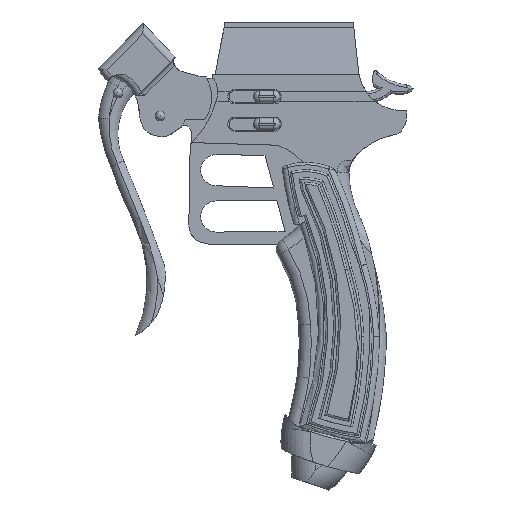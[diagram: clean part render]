
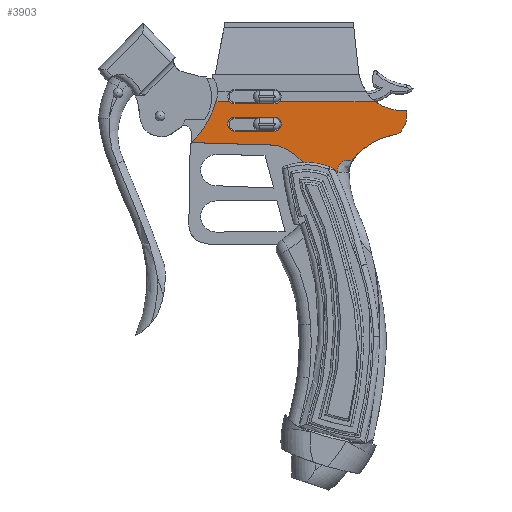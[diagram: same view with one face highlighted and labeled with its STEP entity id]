
A CAD part, top view. The second image highlights one B-rep face of the part: STEP entity #3903.
In plain terms, the highlighted planar face has unit normal (0, 0, 1).
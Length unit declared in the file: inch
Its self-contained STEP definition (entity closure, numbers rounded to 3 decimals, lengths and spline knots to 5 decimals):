
#84=FACE_BOUND('',#846,.T.);
#199=CIRCLE('',#4164,0.15);
#200=CIRCLE('',#4165,0.15);
#201=CIRCLE('',#4166,1.83395);
#202=CIRCLE('',#4167,1.37647);
#203=CIRCLE('',#4168,1.31095);
#204=CIRCLE('',#4169,12.074);
#205=CIRCLE('',#4170,2.38514);
#206=CIRCLE('',#4171,0.25);
#207=CIRCLE('',#4172,0.15);
#208=CIRCLE('',#4173,0.15);
#463=B_SPLINE_CURVE_WITH_KNOTS('',3,(#6001,#6002,#6003,#6004,#6005,#6006),
 .UNSPECIFIED.,.F.,.F.,(4,2,4),(0.,0.07355,0.13203),
 .UNSPECIFIED.);
#464=B_SPLINE_CURVE_WITH_KNOTS('',4,(#6014,#6015,#6016,#6017,#6018,#6019,
#6020,#6021,#6022,#6023,#6024,#6025,#6026),.UNSPECIFIED.,.F.,.F.,(5,1,1,
1,1,1,1,1,1,5),(0.16896,0.2152,0.30194,0.38667,
0.47194,0.56022,0.65059,0.73676,
0.81826,1.),.UNSPECIFIED.);
#465=B_SPLINE_CURVE_WITH_KNOTS('',4,(#6028,#6029,#6030,#6031,#6032),
 .UNSPECIFIED.,.F.,.F.,(5,5),(0.,1.),.UNSPECIFIED.);
#466=B_SPLINE_CURVE_WITH_KNOTS('',4,(#6033,#6034,#6035,#6036,#6037,#6038,
#6039),.UNSPECIFIED.,.F.,.F.,(5,1,1,5),(0.,0.35754,0.54178,
0.73545),.UNSPECIFIED.);
#611=FACE_OUTER_BOUND('',#845,.T.);
#845=EDGE_LOOP('',(#2624,#2625,#2626,#2627,#2628,#2629,#2630,#2631,#2632,
#2633,#2634,#2635,#2636,#2637,#2638,#2639));
#846=EDGE_LOOP('',(#2640,#2641,#2642,#2643));
#1096=LINE('',#5858,#1318);
#1102=LINE('',#5878,#1324);
#1112=LINE('',#5990,#1334);
#1113=LINE('',#5995,#1335);
#1114=LINE('',#6042,#1336);
#1115=LINE('',#6046,#1337);
#1318=VECTOR('',#4659,0.3937);
#1324=VECTOR('',#4673,0.3937);
#1334=VECTOR('',#4705,0.3937);
#1335=VECTOR('',#4710,0.3937);
#1336=VECTOR('',#4721,0.3937);
#1337=VECTOR('',#4724,0.3937);
#1536=VERTEX_POINT('',#5854);
#1538=VERTEX_POINT('',#5857);
#1542=VERTEX_POINT('',#5872);
#1544=VERTEX_POINT('',#5876);
#1561=VERTEX_POINT('',#5987);
#1562=VERTEX_POINT('',#5989);
#1563=VERTEX_POINT('',#5992);
#1564=VERTEX_POINT('',#5994);
#1565=VERTEX_POINT('',#5996);
#1566=VERTEX_POINT('',#5998);
#1567=VERTEX_POINT('',#6000);
#1568=VERTEX_POINT('',#6007);
#1569=VERTEX_POINT('',#6009);
#1570=VERTEX_POINT('',#6011);
#1571=VERTEX_POINT('',#6013);
#1572=VERTEX_POINT('',#6027);
#1573=VERTEX_POINT('',#6040);
#1574=VERTEX_POINT('',#6041);
#1575=VERTEX_POINT('',#6043);
#1576=VERTEX_POINT('',#6045);
#1945=EDGE_CURVE('',#1538,#1536,#1096,.T.);
#1954=EDGE_CURVE('',#1542,#1544,#1102,.T.);
#1976=EDGE_CURVE('',#1536,#1561,#199,.T.);
#1977=EDGE_CURVE('',#1561,#1562,#1112,.T.);
#1978=EDGE_CURVE('',#1562,#1542,#200,.T.);
#1979=EDGE_CURVE('',#1544,#1563,#201,.T.);
#1980=EDGE_CURVE('',#1563,#1564,#1113,.T.);
#1981=EDGE_CURVE('',#1564,#1565,#202,.T.);
#1982=EDGE_CURVE('',#1565,#1566,#203,.T.);
#1983=EDGE_CURVE('',#1567,#1566,#463,.F.);
#1984=EDGE_CURVE('',#1567,#1568,#204,.T.);
#1985=EDGE_CURVE('',#1569,#1568,#205,.T.);
#1986=EDGE_CURVE('',#1570,#1569,#206,.T.);
#1987=EDGE_CURVE('',#1570,#1571,#464,.T.);
#1988=EDGE_CURVE('',#1571,#1572,#465,.T.);
#1989=EDGE_CURVE('',#1572,#1538,#466,.T.);
#1990=EDGE_CURVE('',#1573,#1574,#1114,.T.);
#1991=EDGE_CURVE('',#1574,#1575,#207,.T.);
#1992=EDGE_CURVE('',#1575,#1576,#1115,.T.);
#1993=EDGE_CURVE('',#1576,#1573,#208,.T.);
#2624=ORIENTED_EDGE('',*,*,#1945,.T.);
#2625=ORIENTED_EDGE('',*,*,#1976,.T.);
#2626=ORIENTED_EDGE('',*,*,#1977,.T.);
#2627=ORIENTED_EDGE('',*,*,#1978,.T.);
#2628=ORIENTED_EDGE('',*,*,#1954,.T.);
#2629=ORIENTED_EDGE('',*,*,#1979,.T.);
#2630=ORIENTED_EDGE('',*,*,#1980,.T.);
#2631=ORIENTED_EDGE('',*,*,#1981,.T.);
#2632=ORIENTED_EDGE('',*,*,#1982,.T.);
#2633=ORIENTED_EDGE('',*,*,#1983,.F.);
#2634=ORIENTED_EDGE('',*,*,#1984,.T.);
#2635=ORIENTED_EDGE('',*,*,#1985,.F.);
#2636=ORIENTED_EDGE('',*,*,#1986,.F.);
#2637=ORIENTED_EDGE('',*,*,#1987,.T.);
#2638=ORIENTED_EDGE('',*,*,#1988,.T.);
#2639=ORIENTED_EDGE('',*,*,#1989,.T.);
#2640=ORIENTED_EDGE('',*,*,#1990,.T.);
#2641=ORIENTED_EDGE('',*,*,#1991,.T.);
#2642=ORIENTED_EDGE('',*,*,#1992,.T.);
#2643=ORIENTED_EDGE('',*,*,#1993,.T.);
#3828=PLANE('',#4163);
#3903=ADVANCED_FACE('',(#611,#84),#3828,.T.);
#4163=AXIS2_PLACEMENT_3D('',#5986,#4701,#4702);
#4164=AXIS2_PLACEMENT_3D('',#5988,#4703,#4704);
#4165=AXIS2_PLACEMENT_3D('',#5991,#4706,#4707);
#4166=AXIS2_PLACEMENT_3D('',#5993,#4708,#4709);
#4167=AXIS2_PLACEMENT_3D('',#5997,#4711,#4712);
#4168=AXIS2_PLACEMENT_3D('',#5999,#4713,#4714);
#4169=AXIS2_PLACEMENT_3D('',#6008,#4715,#4716);
#4170=AXIS2_PLACEMENT_3D('',#6010,#4717,#4718);
#4171=AXIS2_PLACEMENT_3D('',#6012,#4719,#4720);
#4172=AXIS2_PLACEMENT_3D('',#6044,#4722,#4723);
#4173=AXIS2_PLACEMENT_3D('',#6047,#4725,#4726);
#4659=DIRECTION('',(-1.,0.,0.));
#4673=DIRECTION('',(-1.,0.,0.));
#4701=DIRECTION('center_axis',(0.,0.,1.));
#4702=DIRECTION('ref_axis',(1.,0.,0.));
#4703=DIRECTION('center_axis',(0.,0.,-1.));
#4704=DIRECTION('ref_axis',(0.,-1.,0.));
#4705=DIRECTION('',(-1.,0.,0.));
#4706=DIRECTION('center_axis',(0.,0.,-1.));
#4707=DIRECTION('ref_axis',(0.,1.,0.));
#4708=DIRECTION('center_axis',(0.,0.,-1.));
#4709=DIRECTION('ref_axis',(0.684,-0.729,0.));
#4710=DIRECTION('',(1.,-0.03,0.));
#4711=DIRECTION('center_axis',(0.,0.,-1.));
#4712=DIRECTION('ref_axis',(0.738,0.674,0.));
#4713=DIRECTION('center_axis',(0.,0.,-1.));
#4714=DIRECTION('ref_axis',(0.454,0.891,0.));
#4715=DIRECTION('center_axis',(0.,0.,-1.));
#4716=DIRECTION('ref_axis',(0.972,0.235,0.));
#4717=DIRECTION('center_axis',(0.,0.,1.));
#4718=DIRECTION('ref_axis',(-0.97,-0.244,0.));
#4719=DIRECTION('center_axis',(0.,0.,1.));
#4720=DIRECTION('ref_axis',(1.,0.007,0.));
#4721=DIRECTION('',(-1.,0.,0.));
#4722=DIRECTION('center_axis',(0.,0.,-1.));
#4723=DIRECTION('ref_axis',(0.,1.,0.));
#4724=DIRECTION('',(1.,0.,0.));
#4725=DIRECTION('center_axis',(0.,0.,-1.));
#4726=DIRECTION('ref_axis',(0.,-1.,0.));
#5854=CARTESIAN_POINT('',(0.92221,-0.41799,0.635));
#5857=CARTESIAN_POINT('',(2.92283,-0.41799,0.635));
#5858=CARTESIAN_POINT('',(1.67529,-0.41799,0.635));
#5872=CARTESIAN_POINT('',(-0.11129,-0.41799,0.635));
#5876=CARTESIAN_POINT('',(-0.39846,-0.41799,0.635));
#5878=CARTESIAN_POINT('',(0.19486,-0.41799,0.635));
#5986=CARTESIAN_POINT('Origin',(0.42776,-3.63728,0.635));
#5987=CARTESIAN_POINT('',(0.81091,-0.46742,0.635));
#5988=CARTESIAN_POINT('Origin',(0.81091,-0.31742,0.635));
#5989=CARTESIAN_POINT('',(0.,-0.46742,0.635));
#5990=CARTESIAN_POINT('',(0.61934,-0.46742,0.635));
#5991=CARTESIAN_POINT('Origin',(0.,-0.31742,0.635));
#5992=CARTESIAN_POINT('',(-0.91276,-1.27311,0.635));
#5993=CARTESIAN_POINT('Origin',(-2.16794,0.06402,0.635));
#5994=CARTESIAN_POINT('',(0.8917,-1.32765,0.635));
#5995=CARTESIAN_POINT('',(-0.20742,-1.29443,0.635));
#5996=CARTESIAN_POINT('',(1.42258,-1.6875,0.635));
#5997=CARTESIAN_POINT('Origin',(0.40608,-2.61561,0.635));
#5998=CARTESIAN_POINT('',(2.04741,-1.81444,0.635));
#5999=CARTESIAN_POINT('Origin',(1.48183,-2.9971,0.635));
#6000=CARTESIAN_POINT('',(2.08564,-1.85001,0.635));
#6001=CARTESIAN_POINT('Ctrl Pts',(2.04741,-1.81444,0.635));
#6002=CARTESIAN_POINT('Ctrl Pts',(2.05612,-1.81861,0.635));
#6003=CARTESIAN_POINT('Ctrl Pts',(2.06525,-1.8241,0.635));
#6004=CARTESIAN_POINT('Ctrl Pts',(2.07901,-1.83776,0.635));
#6005=CARTESIAN_POINT('Ctrl Pts',(2.08306,-1.84403,0.635));
#6006=CARTESIAN_POINT('Ctrl Pts',(2.08564,-1.85001,0.635));
#6007=CARTESIAN_POINT('',(2.12616,-1.94475,0.635));
#6008=CARTESIAN_POINT('Origin',(-8.99541,-6.64497,0.635));
#6009=CARTESIAN_POINT('',(2.12511,-1.88832,0.635));
#6010=CARTESIAN_POINT('Origin',(4.5102,-1.87215,0.635));
#6011=CARTESIAN_POINT('',(2.44425,-1.64638,0.635));
#6012=CARTESIAN_POINT('Origin',(2.3751,-1.88662,0.635));
#6013=CARTESIAN_POINT('',(3.44811,-1.05645,0.635));
#6014=CARTESIAN_POINT('Ctrl Pts',(2.44425,-1.64638,0.635));
#6015=CARTESIAN_POINT('Ctrl Pts',(2.45319,-1.63037,0.635));
#6016=CARTESIAN_POINT('Ctrl Pts',(2.48075,-1.58634,0.635));
#6017=CARTESIAN_POINT('Ctrl Pts',(2.53418,-1.52446,0.635));
#6018=CARTESIAN_POINT('Ctrl Pts',(2.62704,-1.44713,0.635));
#6019=CARTESIAN_POINT('Ctrl Pts',(2.69877,-1.37971,0.635));
#6020=CARTESIAN_POINT('Ctrl Pts',(2.82349,-1.31328,0.635));
#6021=CARTESIAN_POINT('Ctrl Pts',(2.92504,-1.23003,0.635));
#6022=CARTESIAN_POINT('Ctrl Pts',(3.07366,-1.17669,0.635));
#6023=CARTESIAN_POINT('Ctrl Pts',(3.23319,-1.12249,0.635));
#6024=CARTESIAN_POINT('Ctrl Pts',(3.30938,-1.11046,0.635));
#6025=CARTESIAN_POINT('Ctrl Pts',(3.41432,-1.09689,0.635));
#6026=CARTESIAN_POINT('Ctrl Pts',(3.44811,-1.05645,0.635));
#6027=CARTESIAN_POINT('',(3.58378,-0.60185,0.635));
#6028=CARTESIAN_POINT('Ctrl Pts',(3.44811,-1.05645,0.635));
#6029=CARTESIAN_POINT('Ctrl Pts',(3.52205,-0.93088,0.635));
#6030=CARTESIAN_POINT('Ctrl Pts',(3.59167,-0.92432,0.635));
#6031=CARTESIAN_POINT('Ctrl Pts',(3.58486,-0.64634,0.635));
#6032=CARTESIAN_POINT('Ctrl Pts',(3.58378,-0.60185,0.635));
#6033=CARTESIAN_POINT('Ctrl Pts',(3.58378,-0.60185,0.635));
#6034=CARTESIAN_POINT('Ctrl Pts',(3.57287,-0.5994,0.635));
#6035=CARTESIAN_POINT('Ctrl Pts',(3.39949,-0.61211,0.635));
#6036=CARTESIAN_POINT('Ctrl Pts',(3.22102,-0.58458,0.635));
#6037=CARTESIAN_POINT('Ctrl Pts',(3.04466,-0.49808,0.635));
#6038=CARTESIAN_POINT('Ctrl Pts',(2.96218,-0.44663,0.635));
#6039=CARTESIAN_POINT('Ctrl Pts',(2.92283,-0.41799,0.635));
#6040=CARTESIAN_POINT('',(0.81091,-1.03962,0.635));
#6041=CARTESIAN_POINT('',(0.,-1.03962,0.635));
#6042=CARTESIAN_POINT('',(0.61934,-1.03962,0.635));
#6043=CARTESIAN_POINT('',(0.,-0.73962,0.635));
#6044=CARTESIAN_POINT('Origin',(0.,-0.88962,0.635));
#6045=CARTESIAN_POINT('',(0.81091,-0.73962,0.635));
#6046=CARTESIAN_POINT('',(0.21388,-0.73962,0.635));
#6047=CARTESIAN_POINT('Origin',(0.81091,-0.88962,0.635));
